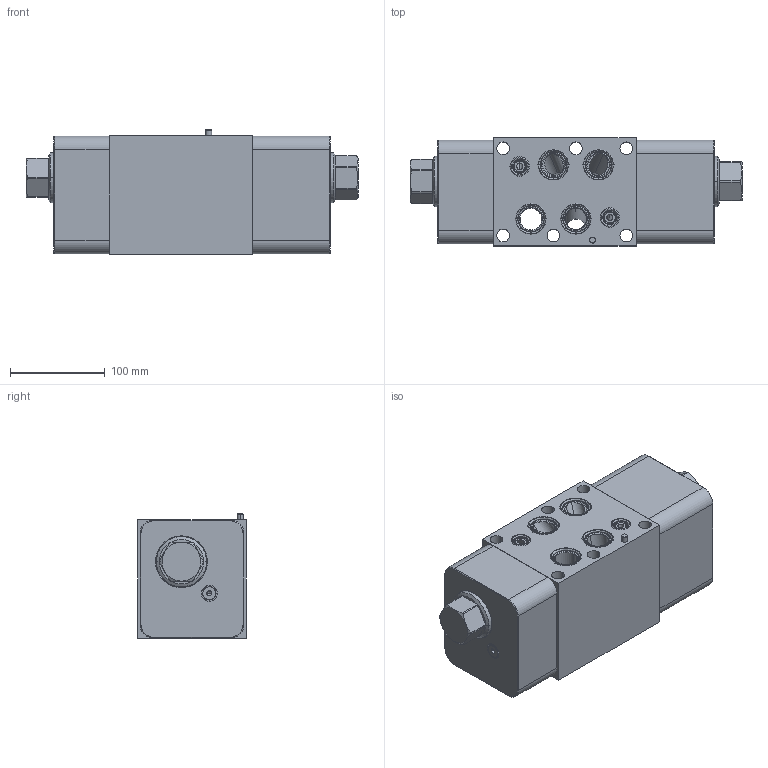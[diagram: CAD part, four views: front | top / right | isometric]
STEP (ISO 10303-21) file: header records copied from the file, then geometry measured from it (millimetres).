
FILE_DESCRIPTION((''),'2;1');
FILE_NAME('U5C_ASM','2019-11-18T',('ProEService'),(''),'PRO/ENGINEER BY PARAMETRIC TECHNOLOGY CORPORATION, 2014200','PRO/ENGINEER BY PARAMETRIC TECHNOLOGY CORPORATION, 2014200','');
FILE_SCHEMA(('CONFIG_CONTROL_DESIGN'));
Length unit declared in the file: inch
Products named in the file (7): 154-344; DKJSXHN; A330-006-004; 811-001-002; 500-001-121; 500-001-114; U5C_ASM
Assembly tree (13 placements, depth 2):
  U5C_ASM
    154-344
    DKJSXHN  x2
    A330-006-004  x3
    811-001-002
    500-001-121  x4
    500-001-114  x2
Bounding box: 350.82 x 114.3 x 131.78 mm (x, y, z)
Volume: 3662728.5 mm3; surface area: 449815.7 mm2
Topology: 23 solids, 23 shells, 1291 faces, 3312 edges, 2356 vertices
Faces by surface type: cylinder 525, cone 306, plane 261, torus 102, revolution 56, bspline 28, sphere 13
Entity records: 56663 total; most frequent: CARTESIAN_POINT 36536, DIRECTION 4332, ORIENTED_EDGE 3638, EDGE_CURVE 1819, AXIS2_PLACEMENT_3D 1655, VERTEX_POINT 1109, VECTOR 998, LINE 998
